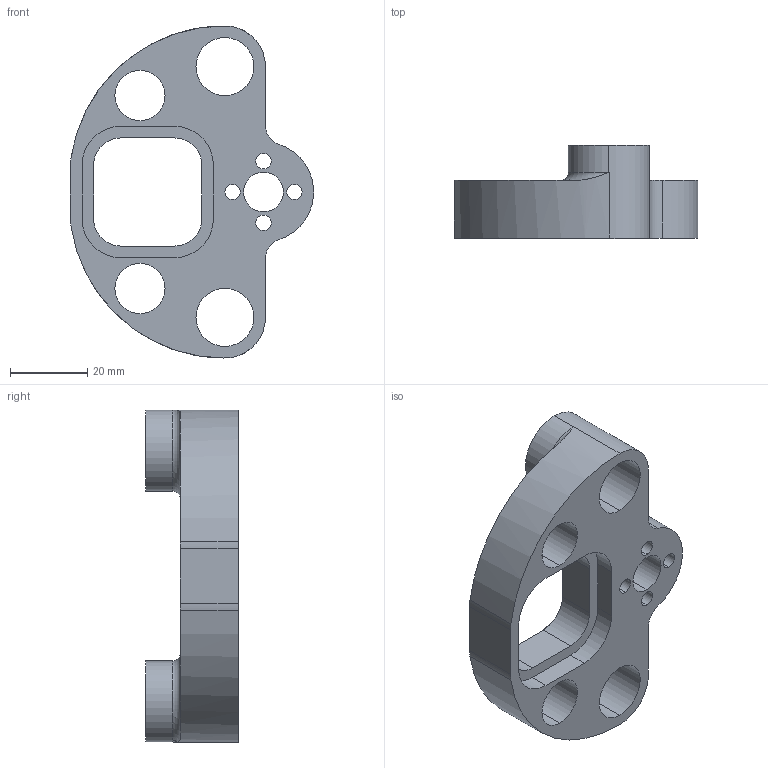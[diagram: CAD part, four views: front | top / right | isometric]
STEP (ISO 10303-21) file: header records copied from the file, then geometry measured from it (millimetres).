
FILE_DESCRIPTION (( 'STEP AP214' ), '1' );
FILE_NAME ('vertical_slider.STEP', '2025-01-12T00:09:00', ( '' ), ( '' ), 'SwSTEP 2.0', 'SolidWorks 2024', '' );
FILE_SCHEMA (( 'AUTOMOTIVE_DESIGN' ));
Length unit declared in the file: millimetre
Products named in the file (1): vertical_slider
Bounding box: 62.95 x 24 x 86 mm (x, y, z)
Volume: 37134.4 mm3; surface area: 16225.4 mm2
Topology: 1 solids, 1 shells, 72 faces, 191 edges, 126 vertices
Faces by surface type: cylinder 46, plane 20, torus 6
Entity records: 2376 total; most frequent: DIRECTION 433, CARTESIAN_POINT 431, ORIENTED_EDGE 382, EDGE_CURVE 191, AXIS2_PLACEMENT_3D 176, VERTEX_POINT 126, CIRCLE 103, EDGE_LOOP 97
